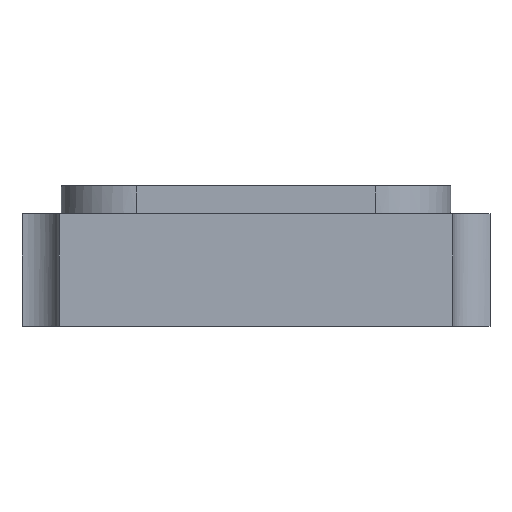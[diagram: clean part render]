
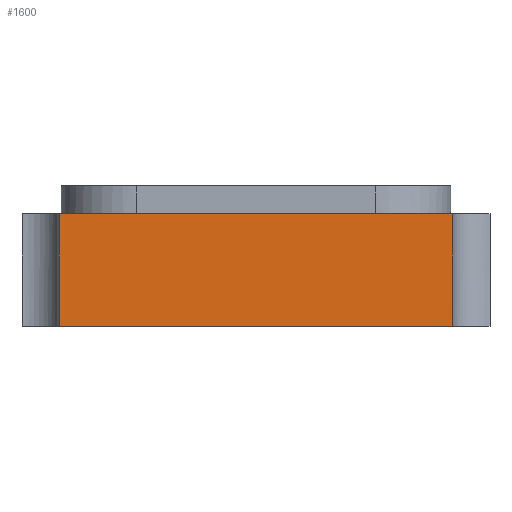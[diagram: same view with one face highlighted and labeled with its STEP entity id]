
A CAD part, left-side view. The second image highlights one B-rep face of the part: STEP entity #1600.
In plain terms, the highlighted free-form (B-spline) face has degree [1, 1] with [2, 2] control points.
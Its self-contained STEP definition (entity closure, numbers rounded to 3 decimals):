
#1565=(
BOUNDED_SURFACE()
B_SPLINE_SURFACE(1,1,((#1566,#1567),(#1568,#1569)),.UNSPECIFIED.,.F.,.F.,.F.)
B_SPLINE_SURFACE_WITH_KNOTS((2,2),(2,2),(0.000,1.000),(0.000,1.000),.UNSPECIFIED.)
GEOMETRIC_REPRESENTATION_ITEM()
RATIONAL_B_SPLINE_SURFACE(((1.,1.),(1.,1.)))
REPRESENTATION_ITEM('')
SURFACE()
);
#1566=CARTESIAN_POINT('',(-1.6,1.05,0.));
#1567=CARTESIAN_POINT('',(-1.6,1.05,0.6));
#1568=CARTESIAN_POINT('',(-1.6,-1.05,0.));
#1569=CARTESIAN_POINT('',(-1.6,-1.05,0.6));
#1570=CARTESIAN_POINT('',(-1.6,-1.05,0.));
#1571=VERTEX_POINT('',#1570);
#1572=(
BOUNDED_CURVE()
B_SPLINE_CURVE(1,(#1573,#1574),.UNSPECIFIED.,.F.,.F.)
B_SPLINE_CURVE_WITH_KNOTS((2,2),(0.000,1.000),.UNSPECIFIED.)
CURVE()
GEOMETRIC_REPRESENTATION_ITEM()
RATIONAL_B_SPLINE_CURVE((1.,1.))
REPRESENTATION_ITEM('')
);
#1573=CARTESIAN_POINT('',(-1.6,-1.05,0.));
#1574=CARTESIAN_POINT('',(-1.6,1.05,0.));
#1575=CARTESIAN_POINT('',(-1.6,1.05,0.));
#1576=VERTEX_POINT('',#1575);
#1577=EDGE_CURVE('',#1571,#1576,#1572,.T.);
#1578=ORIENTED_EDGE('',*,*,#1577,.T.);
#1579=(
BOUNDED_CURVE()
B_SPLINE_CURVE(1,(#1580,#1581),.UNSPECIFIED.,.F.,.F.)
B_SPLINE_CURVE_WITH_KNOTS((2,2),(0.000,1.000),.UNSPECIFIED.)
CURVE()
GEOMETRIC_REPRESENTATION_ITEM()
RATIONAL_B_SPLINE_CURVE((1.,1.))
REPRESENTATION_ITEM('')
);
#1580=CARTESIAN_POINT('',(-1.6,1.05,0.));
#1581=CARTESIAN_POINT('',(-1.6,1.05,0.6));
#1582=CARTESIAN_POINT('',(-1.6,1.05,0.6));
#1583=VERTEX_POINT('',#1582);
#1584=EDGE_CURVE('',#1576,#1583,#1579,.T.);
#1585=ORIENTED_EDGE('',*,*,#1584,.T.);
#1586=(
BOUNDED_CURVE()
B_SPLINE_CURVE(1,(#1587,#1588),.UNSPECIFIED.,.F.,.F.)
B_SPLINE_CURVE_WITH_KNOTS((2,2),(0.000,1.000),.UNSPECIFIED.)
CURVE()
GEOMETRIC_REPRESENTATION_ITEM()
RATIONAL_B_SPLINE_CURVE((1.,1.))
REPRESENTATION_ITEM('')
);
#1587=CARTESIAN_POINT('',(-1.6,1.05,0.6));
#1588=CARTESIAN_POINT('',(-1.6,-1.05,0.6));
#1589=CARTESIAN_POINT('',(-1.6,-1.05,0.6));
#1590=VERTEX_POINT('',#1589);
#1591=EDGE_CURVE('',#1583,#1590,#1586,.T.);
#1592=ORIENTED_EDGE('',*,*,#1591,.T.);
#1593=(
BOUNDED_CURVE()
B_SPLINE_CURVE(1,(#1594,#1595),.UNSPECIFIED.,.F.,.F.)
B_SPLINE_CURVE_WITH_KNOTS((2,2),(0.000,1.000),.UNSPECIFIED.)
CURVE()
GEOMETRIC_REPRESENTATION_ITEM()
RATIONAL_B_SPLINE_CURVE((1.,1.))
REPRESENTATION_ITEM('')
);
#1594=CARTESIAN_POINT('',(-1.6,-1.05,0.6));
#1595=CARTESIAN_POINT('',(-1.6,-1.05,0.));
#1596=EDGE_CURVE('',#1590,#1571,#1593,.T.);
#1597=ORIENTED_EDGE('',*,*,#1596,.T.);
#1598=EDGE_LOOP('',(#1578,#1585,#1592,#1597));
#1599=FACE_OUTER_BOUND('',#1598,.T.);
#1600=ADVANCED_FACE('',(#1599),#1565,.T.);
